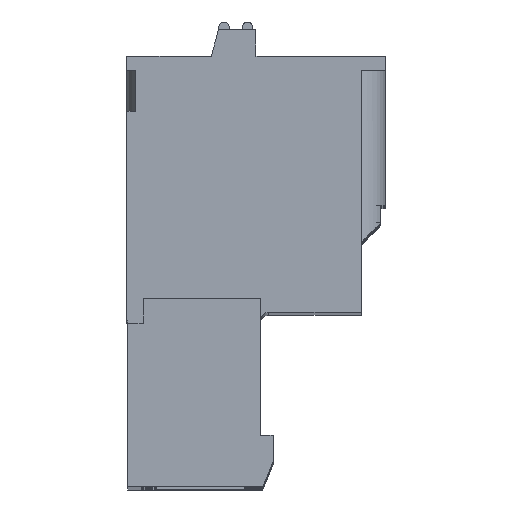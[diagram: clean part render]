
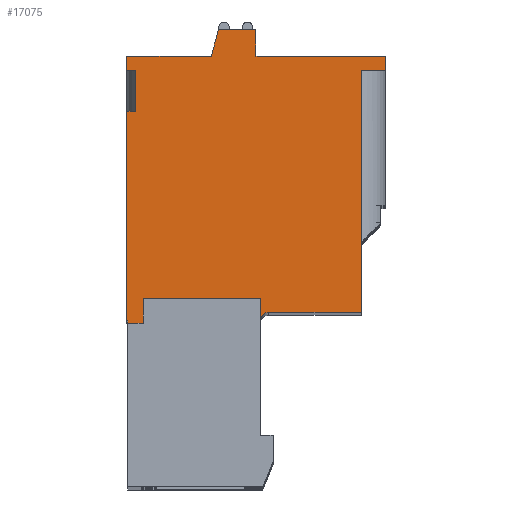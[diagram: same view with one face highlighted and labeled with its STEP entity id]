
A CAD part, top view. The second image highlights one B-rep face of the part: STEP entity #17075.
In plain terms, the highlighted planar face has unit normal (0, 0, 1).
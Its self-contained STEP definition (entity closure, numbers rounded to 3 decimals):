
#787=DIRECTION('',(0.,1.,0.));
#788=VECTOR('',#787,1.3);
#789=CARTESIAN_POINT('',(3.741,-4.022,2.5));
#790=LINE('',#789,#788);
#791=DIRECTION('',(-1.,0.,0.));
#792=VECTOR('',#791,6.8);
#793=CARTESIAN_POINT('',(3.741,-2.722,2.5));
#794=LINE('',#793,#792);
#795=DIRECTION('',(0.,-1.,0.));
#796=VECTOR('',#795,1.45);
#797=CARTESIAN_POINT('',(-3.059,-2.722,2.5));
#798=LINE('',#797,#796);
#799=DIRECTION('',(-1.,0.,0.));
#800=VECTOR('',#799,0.9);
#801=CARTESIAN_POINT('',(-3.059,-4.172,2.5));
#802=LINE('',#801,#800);
#803=DIRECTION('',(0.,-1.,0.));
#804=VECTOR('',#803,0.15);
#805=CARTESIAN_POINT('',(-3.959,-4.022,2.5));
#806=LINE('',#805,#804);
#807=DIRECTION('',(1.,0.,0.));
#808=VECTOR('',#807,0.05);
#809=CARTESIAN_POINT('',(-4.009,-4.022,2.5));
#810=LINE('',#809,#808);
#811=DIRECTION('',(0.,-1.,0.));
#812=VECTOR('',#811,12.15);
#813=CARTESIAN_POINT('',(-4.009,8.128,2.5));
#814=LINE('',#813,#812);
#815=DIRECTION('',(1.,0.,0.));
#816=VECTOR('',#815,0.5);
#817=CARTESIAN_POINT('',(-4.009,8.128,2.5));
#818=LINE('',#817,#816);
#819=DIRECTION('',(0.,-1.,0.));
#820=VECTOR('',#819,2.4);
#821=CARTESIAN_POINT('',(-3.509,10.528,2.5));
#822=LINE('',#821,#820);
#823=DIRECTION('',(1.,0.,0.));
#824=VECTOR('',#823,0.5);
#825=CARTESIAN_POINT('',(-4.009,10.528,2.5));
#826=LINE('',#825,#824);
#827=DIRECTION('',(0.,-1.,0.));
#828=VECTOR('',#827,0.8);
#829=CARTESIAN_POINT('',(-4.009,11.328,2.5));
#830=LINE('',#829,#828);
#831=DIRECTION('',(-1.,0.,0.));
#832=VECTOR('',#831,4.907);
#833=CARTESIAN_POINT('',(0.898,11.328,2.5));
#834=LINE('',#833,#832);
#835=DIRECTION('',(-0.259,-0.966,0.));
#836=VECTOR('',#835,1.605);
#837=CARTESIAN_POINT('',(1.313,12.878,2.5));
#838=LINE('',#837,#836);
#839=DIRECTION('',(-1.,0.,0.));
#840=VECTOR('',#839,2.178);
#841=CARTESIAN_POINT('',(3.491,12.878,2.5));
#842=LINE('',#841,#840);
#843=DIRECTION('',(0.,1.,0.));
#844=VECTOR('',#843,1.55);
#845=CARTESIAN_POINT('',(3.491,11.328,2.5));
#846=LINE('',#845,#844);
#847=DIRECTION('',(-1.,0.,0.));
#848=VECTOR('',#847,7.5);
#849=CARTESIAN_POINT('',(10.991,11.328,2.5));
#850=LINE('',#849,#848);
#851=DIRECTION('',(0.,1.,0.));
#852=VECTOR('',#851,0.8);
#853=CARTESIAN_POINT('',(10.991,10.528,2.5));
#854=LINE('',#853,#852);
#855=DIRECTION('',(-1.,0.,0.));
#856=VECTOR('',#855,1.4);
#857=CARTESIAN_POINT('',(10.991,10.528,2.5));
#858=LINE('',#857,#856);
#859=DIRECTION('',(1.,0.,0.));
#860=VECTOR('',#859,5.35);
#861=CARTESIAN_POINT('',(4.241,-3.522,2.5));
#862=LINE('',#861,#860);
#863=CARTESIAN_POINT('',(4.241,-4.022,2.5));
#864=DIRECTION('',(0.,0.,-1.));
#865=DIRECTION('',(-1.,0.,0.));
#866=AXIS2_PLACEMENT_3D('',#863,#864,#865);
#4128=DIRECTION('',(0.,1.,0.));
#4129=VECTOR('',#4128,14.05);
#4130=CARTESIAN_POINT('',(9.591,-3.522,2.5));
#4131=LINE('',#4130,#4129);
#12600=CARTESIAN_POINT('',(-4.009,-4.022,2.5));
#12601=CARTESIAN_POINT('',(-3.959,-4.022,2.5));
#12602=VERTEX_POINT('',#12600);
#12603=VERTEX_POINT('',#12601);
#12604=CARTESIAN_POINT('',(4.241,-3.522,2.5));
#12605=CARTESIAN_POINT('',(9.591,-3.522,2.5));
#12606=VERTEX_POINT('',#12604);
#12607=VERTEX_POINT('',#12605);
#12608=CARTESIAN_POINT('',(10.991,11.328,2.5));
#12609=CARTESIAN_POINT('',(3.491,11.328,2.5));
#12610=VERTEX_POINT('',#12608);
#12611=VERTEX_POINT('',#12609);
#12612=CARTESIAN_POINT('',(3.491,12.878,2.5));
#12613=VERTEX_POINT('',#12612);
#12614=CARTESIAN_POINT('',(1.313,12.878,2.5));
#12615=VERTEX_POINT('',#12614);
#12616=CARTESIAN_POINT('',(0.898,11.328,2.5));
#12617=VERTEX_POINT('',#12616);
#12618=CARTESIAN_POINT('',(-4.009,11.328,2.5));
#12619=VERTEX_POINT('',#12618);
#12624=CARTESIAN_POINT('',(10.991,10.528,2.5));
#12625=CARTESIAN_POINT('',(9.591,10.528,2.5));
#12626=VERTEX_POINT('',#12624);
#12627=VERTEX_POINT('',#12625);
#12742=CARTESIAN_POINT('',(3.741,-4.022,2.5));
#12743=CARTESIAN_POINT('',(3.741,-2.722,2.5));
#12744=VERTEX_POINT('',#12742);
#12745=VERTEX_POINT('',#12743);
#12746=CARTESIAN_POINT('',(-3.059,-2.722,2.5));
#12747=VERTEX_POINT('',#12746);
#12748=CARTESIAN_POINT('',(-3.059,-4.172,2.5));
#12749=VERTEX_POINT('',#12748);
#12750=CARTESIAN_POINT('',(-3.959,-4.172,2.5));
#12751=VERTEX_POINT('',#12750);
#12756=CARTESIAN_POINT('',(-4.009,10.528,2.5));
#12757=CARTESIAN_POINT('',(-3.509,10.528,2.5));
#12758=VERTEX_POINT('',#12756);
#12759=VERTEX_POINT('',#12757);
#12760=CARTESIAN_POINT('',(-4.009,8.128,2.5));
#12761=CARTESIAN_POINT('',(-3.509,8.128,2.5));
#12762=VERTEX_POINT('',#12760);
#12763=VERTEX_POINT('',#12761);
#17029=CARTESIAN_POINT('',(0.,0.,2.5));
#17030=DIRECTION('',(0.,0.,1.));
#17031=DIRECTION('',(1.,0.,0.));
#17032=AXIS2_PLACEMENT_3D('',#17029,#17030,#17031);
#17033=PLANE('',#17032);
#17034=ORIENTED_EDGE('',*,*,#17010,.T.);
#17036=ORIENTED_EDGE('',*,*,#17035,.T.);
#17038=ORIENTED_EDGE('',*,*,#17037,.T.);
#17040=ORIENTED_EDGE('',*,*,#17039,.T.);
#17041=ORIENTED_EDGE('',*,*,#16356,.F.);
#17043=ORIENTED_EDGE('',*,*,#17042,.F.);
#17045=ORIENTED_EDGE('',*,*,#17044,.F.);
#17047=ORIENTED_EDGE('',*,*,#17046,.T.);
#17049=ORIENTED_EDGE('',*,*,#17048,.F.);
#17051=ORIENTED_EDGE('',*,*,#17050,.F.);
#17053=ORIENTED_EDGE('',*,*,#17052,.F.);
#17055=ORIENTED_EDGE('',*,*,#17054,.F.);
#17057=ORIENTED_EDGE('',*,*,#17056,.F.);
#17059=ORIENTED_EDGE('',*,*,#17058,.F.);
#17061=ORIENTED_EDGE('',*,*,#17060,.F.);
#17063=ORIENTED_EDGE('',*,*,#17062,.F.);
#17065=ORIENTED_EDGE('',*,*,#17064,.F.);
#17067=ORIENTED_EDGE('',*,*,#17066,.T.);
#17069=ORIENTED_EDGE('',*,*,#17068,.F.);
#17071=ORIENTED_EDGE('',*,*,#17070,.F.);
#17072=ORIENTED_EDGE('',*,*,#17022,.F.);
#17073=EDGE_LOOP('',(#17034,#17036,#17038,#17040,#17041,#17043,#17045,#17047,
#17049,#17051,#17053,#17055,#17057,#17059,#17061,#17063,#17065,#17067,#17069,
#17071,#17072));
#17074=FACE_OUTER_BOUND('',#17073,.F.);
#867=CIRCLE('',#866,0.5);
#16356=EDGE_CURVE('',#12603,#12751,#806,.T.);
#17010=EDGE_CURVE('',#12744,#12745,#790,.T.);
#17022=EDGE_CURVE('',#12744,#12606,#867,.T.);
#17035=EDGE_CURVE('',#12745,#12747,#794,.T.);
#17037=EDGE_CURVE('',#12747,#12749,#798,.T.);
#17039=EDGE_CURVE('',#12749,#12751,#802,.T.);
#17042=EDGE_CURVE('',#12602,#12603,#810,.T.);
#17044=EDGE_CURVE('',#12762,#12602,#814,.T.);
#17046=EDGE_CURVE('',#12762,#12763,#818,.T.);
#17048=EDGE_CURVE('',#12759,#12763,#822,.T.);
#17050=EDGE_CURVE('',#12758,#12759,#826,.T.);
#17052=EDGE_CURVE('',#12619,#12758,#830,.T.);
#17054=EDGE_CURVE('',#12617,#12619,#834,.T.);
#17056=EDGE_CURVE('',#12615,#12617,#838,.T.);
#17058=EDGE_CURVE('',#12613,#12615,#842,.T.);
#17060=EDGE_CURVE('',#12611,#12613,#846,.T.);
#17062=EDGE_CURVE('',#12610,#12611,#850,.T.);
#17064=EDGE_CURVE('',#12626,#12610,#854,.T.);
#17066=EDGE_CURVE('',#12626,#12627,#858,.T.);
#17068=EDGE_CURVE('',#12607,#12627,#4131,.T.);
#17070=EDGE_CURVE('',#12606,#12607,#862,.T.);
#17075=ADVANCED_FACE('',(#17074),#17033,.T.);
